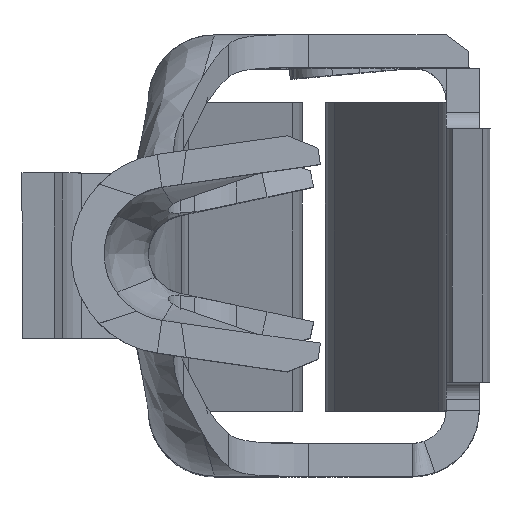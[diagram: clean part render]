
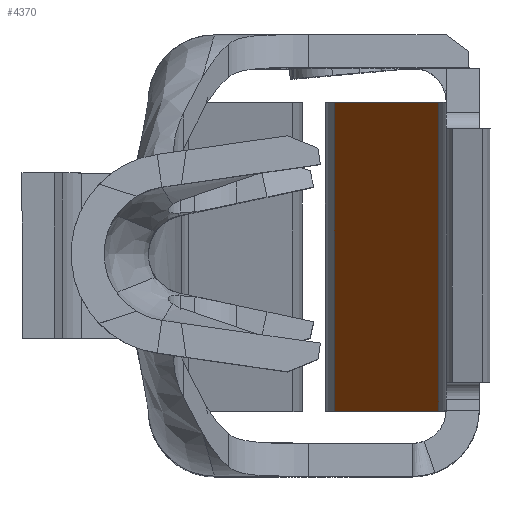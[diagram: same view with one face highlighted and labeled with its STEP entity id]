
A CAD part, top view. The second image highlights one B-rep face of the part: STEP entity #4370.
In plain terms, the highlighted planar face has unit normal (-0.935, 0, 0.355).
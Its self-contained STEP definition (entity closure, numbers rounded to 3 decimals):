
#4357=AXIS2_PLACEMENT_3D('Plane Axis2P3D',#4354,#4355,#4356) ;
#4059=CARTESIAN_POINT('Vertex',(3.779,0.6,4.162)) ;
#4114=CARTESIAN_POINT('Vertex',(3.779,3.4,4.162)) ;
#4134=CARTESIAN_POINT('Line Origine',(3.779,2.,4.162)) ;
#4151=CARTESIAN_POINT('Line Origine',(3.306,0.6,2.914)) ;
#4155=CARTESIAN_POINT('Vertex',(2.832,0.6,1.666)) ;
#4228=CARTESIAN_POINT('Vertex',(2.832,3.4,1.666)) ;
#4231=CARTESIAN_POINT('Line Origine',(3.306,3.4,2.914)) ;
#4354=CARTESIAN_POINT('Axis2P3D Location',(3.779,2.,4.162)) ;
#4359=CARTESIAN_POINT('Line Origine',(2.832,2.,1.666)) ;
#4135=DIRECTION('Vector Direction',(0.,1.,0.)) ;
#4152=DIRECTION('Vector Direction',(0.355,0.,0.935)) ;
#4232=DIRECTION('Vector Direction',(0.355,0.,0.935)) ;
#4355=DIRECTION('Axis2P3D Direction',(0.935,0.,-0.355)) ;
#4356=DIRECTION('Axis2P3D XDirection',(-0.355,0.,-0.935)) ;
#4360=DIRECTION('Vector Direction',(0.,1.,0.)) ;
#4136=VECTOR('Line Direction',#4135,1.) ;
#4153=VECTOR('Line Direction',#4152,1.) ;
#4233=VECTOR('Line Direction',#4232,1.) ;
#4361=VECTOR('Line Direction',#4360,1.) ;
#4365=ORIENTED_EDGE('',*,*,#4235,.F.) ;
#4366=ORIENTED_EDGE('',*,*,#4363,.F.) ;
#4367=ORIENTED_EDGE('',*,*,#4157,.T.) ;
#4368=ORIENTED_EDGE('',*,*,#4138,.T.) ;
#4370=ADVANCED_FACE('TU KO DFFC',(#4369),#4358,.F.) ;
#4138=EDGE_CURVE('',#4060,#4115,#4137,.T.) ;
#4157=EDGE_CURVE('',#4156,#4060,#4154,.T.) ;
#4235=EDGE_CURVE('',#4229,#4115,#4234,.T.) ;
#4363=EDGE_CURVE('',#4156,#4229,#4362,.T.) ;
#4364=EDGE_LOOP('',(#4365,#4366,#4367,#4368)) ;
#4369=FACE_OUTER_BOUND('',#4364,.T.) ;
#4137=LINE('Line',#4134,#4136) ;
#4154=LINE('Line',#4151,#4153) ;
#4234=LINE('Line',#4231,#4233) ;
#4362=LINE('Line',#4359,#4361) ;
#4358=PLANE('',#4357) ;
#4060=VERTEX_POINT('',#4059) ;
#4115=VERTEX_POINT('',#4114) ;
#4156=VERTEX_POINT('',#4155) ;
#4229=VERTEX_POINT('',#4228) ;
